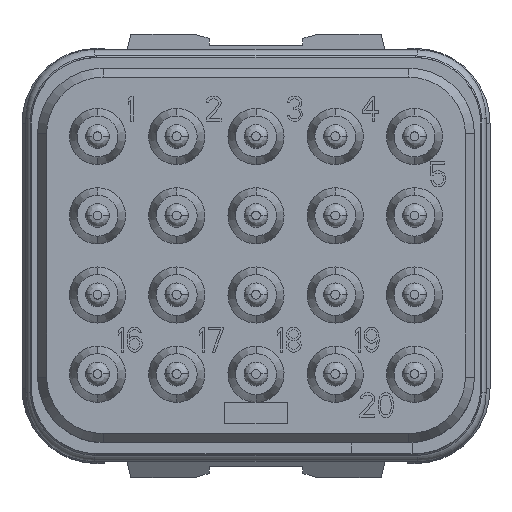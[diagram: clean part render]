
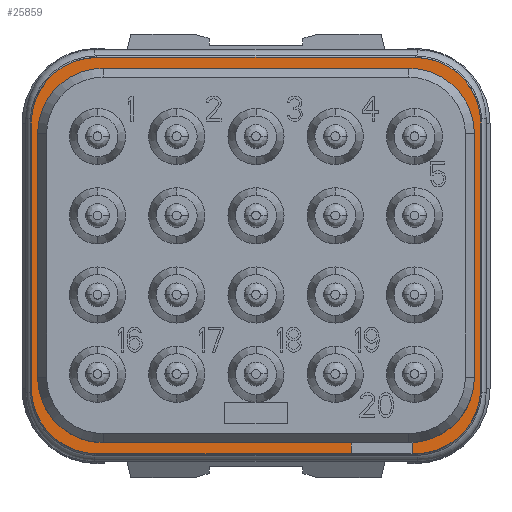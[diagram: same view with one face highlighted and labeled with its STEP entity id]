
A CAD part, top view. The second image highlights one B-rep face of the part: STEP entity #25859.
In plain terms, the highlighted planar face has unit normal (0, 0, 1).
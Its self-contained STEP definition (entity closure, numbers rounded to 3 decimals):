
#1=DIRECTION('',(-1.,0.,0.));
#2=VECTOR('',#1,0.1);
#3=CARTESIAN_POINT('',(5.1,-6.35,0.));
#4=LINE('',#3,#2);
#5=DIRECTION('',(0.,1.,0.));
#6=VECTOR('',#5,0.352);
#7=CARTESIAN_POINT('',(5.,-6.35,0.));
#8=LINE('',#7,#6);
#9=CARTESIAN_POINT('',(4.9,-3.9,0.));
#10=DIRECTION('',(0.,0.,1.));
#11=DIRECTION('',(0.048,-0.999,0.));
#12=AXIS2_PLACEMENT_3D('',#9,#10,#11);
#14=DIRECTION('',(0.,1.,0.));
#15=VECTOR('',#14,7.8);
#16=CARTESIAN_POINT('',(7.,-3.9,0.));
#17=LINE('',#16,#15);
#18=CARTESIAN_POINT('',(4.9,3.9,0.));
#19=DIRECTION('',(0.,0.,1.));
#20=DIRECTION('',(1.,0.,0.));
#21=AXIS2_PLACEMENT_3D('',#18,#19,#20);
#23=DIRECTION('',(-1.,0.,0.));
#24=VECTOR('',#23,9.8);
#25=CARTESIAN_POINT('',(4.9,6.,0.));
#26=LINE('',#25,#24);
#27=CARTESIAN_POINT('',(-4.9,3.9,0.));
#28=DIRECTION('',(0.,0.,1.));
#29=DIRECTION('',(0.,1.,0.));
#30=AXIS2_PLACEMENT_3D('',#27,#28,#29);
#32=DIRECTION('',(0.,-1.,0.));
#33=VECTOR('',#32,7.8);
#34=CARTESIAN_POINT('',(-7.,3.9,0.));
#35=LINE('',#34,#33);
#36=CARTESIAN_POINT('',(-4.9,-3.9,0.));
#37=DIRECTION('',(0.,0.,1.));
#38=DIRECTION('',(-1.,0.,0.));
#39=AXIS2_PLACEMENT_3D('',#36,#37,#38);
#41=DIRECTION('',(1.,0.,0.));
#42=VECTOR('',#41,7.95);
#43=CARTESIAN_POINT('',(-4.9,-6.,0.));
#44=LINE('',#43,#42);
#45=DIRECTION('',(0.,1.,0.));
#46=VECTOR('',#45,0.35);
#47=CARTESIAN_POINT('',(3.05,-6.35,0.));
#48=LINE('',#47,#46);
#49=DIRECTION('',(-1.,0.,0.));
#50=VECTOR('',#49,8.15);
#51=CARTESIAN_POINT('',(3.05,-6.35,0.));
#52=LINE('',#51,#50);
#53=DIRECTION('',(0.,1.,0.));
#54=VECTOR('',#53,8.5);
#55=CARTESIAN_POINT('',(-7.2,-4.25,0.));
#56=LINE('',#55,#54);
#57=DIRECTION('',(1.,0.,0.));
#58=VECTOR('',#57,10.2);
#59=CARTESIAN_POINT('',(-5.1,6.35,0.));
#60=LINE('',#59,#58);
#61=DIRECTION('',(0.,-1.,0.));
#62=VECTOR('',#61,8.5);
#63=CARTESIAN_POINT('',(7.2,4.25,0.));
#64=LINE('',#63,#62);
#145=CARTESIAN_POINT('',(5.1,-4.25,0.));
#146=DIRECTION('',(0.,0.,-1.));
#147=DIRECTION('',(1.,0.,0.));
#148=AXIS2_PLACEMENT_3D('',#145,#146,#147);
#218=CARTESIAN_POINT('',(5.1,4.25,0.));
#219=DIRECTION('',(0.,0.,-1.));
#220=DIRECTION('',(0.,1.,0.));
#221=AXIS2_PLACEMENT_3D('',#218,#219,#220);
#291=CARTESIAN_POINT('',(-5.1,4.25,0.));
#292=DIRECTION('',(0.,0.,-1.));
#293=DIRECTION('',(-1.,0.,0.));
#294=AXIS2_PLACEMENT_3D('',#291,#292,#293);
#364=CARTESIAN_POINT('',(-5.1,-4.25,0.));
#365=DIRECTION('',(0.,0.,-1.));
#366=DIRECTION('',(0.,-1.,0.));
#367=AXIS2_PLACEMENT_3D('',#364,#365,#366);
#20502=CARTESIAN_POINT('',(5.1,6.35,0.));
#20503=CARTESIAN_POINT('',(7.2,4.25,0.));
#20504=VERTEX_POINT('',#20502);
#20505=VERTEX_POINT('',#20503);
#20506=CARTESIAN_POINT('',(-7.2,4.25,0.));
#20507=CARTESIAN_POINT('',(-5.1,6.35,0.));
#20508=VERTEX_POINT('',#20506);
#20509=VERTEX_POINT('',#20507);
#20510=CARTESIAN_POINT('',(-5.1,-6.35,0.));
#20511=CARTESIAN_POINT('',(-7.2,-4.25,0.));
#20512=VERTEX_POINT('',#20510);
#20513=VERTEX_POINT('',#20511);
#20514=CARTESIAN_POINT('',(7.2,-4.25,0.));
#20515=CARTESIAN_POINT('',(5.1,-6.35,0.));
#20516=VERTEX_POINT('',#20514);
#20517=VERTEX_POINT('',#20515);
#20602=CARTESIAN_POINT('',(-7.,3.9,0.));
#20603=CARTESIAN_POINT('',(-7.,-3.9,0.));
#20604=VERTEX_POINT('',#20602);
#20605=VERTEX_POINT('',#20603);
#20606=CARTESIAN_POINT('',(-4.9,-6.,0.));
#20607=VERTEX_POINT('',#20606);
#20608=CARTESIAN_POINT('',(7.,-3.9,0.));
#20609=CARTESIAN_POINT('',(7.,3.9,0.));
#20610=VERTEX_POINT('',#20608);
#20611=VERTEX_POINT('',#20609);
#20612=CARTESIAN_POINT('',(4.9,6.,0.));
#20613=VERTEX_POINT('',#20612);
#20614=CARTESIAN_POINT('',(-4.9,6.,0.));
#20615=VERTEX_POINT('',#20614);
#20956=CARTESIAN_POINT('',(5.,-6.35,0.));
#20957=VERTEX_POINT('',#20956);
#20958=CARTESIAN_POINT('',(3.05,-6.35,0.));
#20959=VERTEX_POINT('',#20958);
#20960=CARTESIAN_POINT('',(3.05,-6.,0.));
#20961=VERTEX_POINT('',#20960);
#20966=CARTESIAN_POINT('',(5.,-5.998,0.));
#20967=VERTEX_POINT('',#20966);
#25814=CARTESIAN_POINT('',(0.,0.,0.));
#25815=DIRECTION('',(0.,0.,1.));
#25816=DIRECTION('',(1.,0.,0.));
#25817=AXIS2_PLACEMENT_3D('',#25814,#25815,#25816);
#25818=PLANE('',#25817);
#25820=ORIENTED_EDGE('',*,*,#25819,.T.);
#25822=ORIENTED_EDGE('',*,*,#25821,.T.);
#25824=ORIENTED_EDGE('',*,*,#25823,.T.);
#25826=ORIENTED_EDGE('',*,*,#25825,.T.);
#25828=ORIENTED_EDGE('',*,*,#25827,.T.);
#25830=ORIENTED_EDGE('',*,*,#25829,.T.);
#25832=ORIENTED_EDGE('',*,*,#25831,.T.);
#25834=ORIENTED_EDGE('',*,*,#25833,.T.);
#25836=ORIENTED_EDGE('',*,*,#25835,.T.);
#25838=ORIENTED_EDGE('',*,*,#25837,.T.);
#25840=ORIENTED_EDGE('',*,*,#25839,.F.);
#25842=ORIENTED_EDGE('',*,*,#25841,.T.);
#25844=ORIENTED_EDGE('',*,*,#25843,.T.);
#25846=ORIENTED_EDGE('',*,*,#25845,.T.);
#25848=ORIENTED_EDGE('',*,*,#25847,.T.);
#25850=ORIENTED_EDGE('',*,*,#25849,.T.);
#25852=ORIENTED_EDGE('',*,*,#25851,.T.);
#25854=ORIENTED_EDGE('',*,*,#25853,.T.);
#25856=ORIENTED_EDGE('',*,*,#25855,.T.);
#25857=EDGE_LOOP('',(#25820,#25822,#25824,#25826,#25828,#25830,#25832,#25834,
#25836,#25838,#25840,#25842,#25844,#25846,#25848,#25850,#25852,#25854,#25856));
#25858=FACE_OUTER_BOUND('',#25857,.F.);
#25859=ADVANCED_FACE('',(#25858),#25818,.T.);
#13=CIRCLE('',#12,2.1);
#22=CIRCLE('',#21,2.1);
#31=CIRCLE('',#30,2.1);
#40=CIRCLE('',#39,2.1);
#149=CIRCLE('',#148,2.1);
#222=CIRCLE('',#221,2.1);
#295=CIRCLE('',#294,2.1);
#368=CIRCLE('',#367,2.1);
#25819=EDGE_CURVE('',#20517,#20957,#4,.T.);
#25821=EDGE_CURVE('',#20957,#20967,#8,.T.);
#25823=EDGE_CURVE('',#20967,#20610,#13,.T.);
#25825=EDGE_CURVE('',#20610,#20611,#17,.T.);
#25827=EDGE_CURVE('',#20611,#20613,#22,.T.);
#25829=EDGE_CURVE('',#20613,#20615,#26,.T.);
#25831=EDGE_CURVE('',#20615,#20604,#31,.T.);
#25833=EDGE_CURVE('',#20604,#20605,#35,.T.);
#25835=EDGE_CURVE('',#20605,#20607,#40,.T.);
#25837=EDGE_CURVE('',#20607,#20961,#44,.T.);
#25839=EDGE_CURVE('',#20959,#20961,#48,.T.);
#25841=EDGE_CURVE('',#20959,#20512,#52,.T.);
#25843=EDGE_CURVE('',#20512,#20513,#368,.T.);
#25845=EDGE_CURVE('',#20513,#20508,#56,.T.);
#25847=EDGE_CURVE('',#20508,#20509,#295,.T.);
#25849=EDGE_CURVE('',#20509,#20504,#60,.T.);
#25851=EDGE_CURVE('',#20504,#20505,#222,.T.);
#25853=EDGE_CURVE('',#20505,#20516,#64,.T.);
#25855=EDGE_CURVE('',#20516,#20517,#149,.T.);
